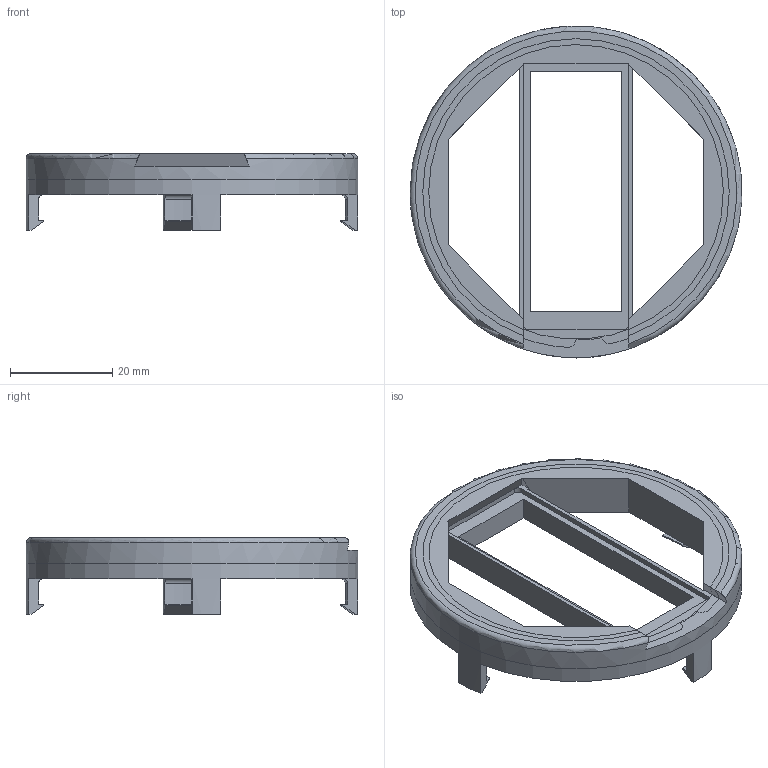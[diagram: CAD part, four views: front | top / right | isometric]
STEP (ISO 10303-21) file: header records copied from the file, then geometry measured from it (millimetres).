
FILE_DESCRIPTION(/* description */ (''),/* implementation_level */ '2;1');
FILE_NAME(/* name */ 'Opola_T v7.step',/* time_stamp */ '2024-01-24T14:46:58-05:00',/* author */ (''),/* organization */ (''),/* preprocessor_version */ 'ST-DEVELOPER v20',/* originating_system */ 'Autodesk Translation Framework v12.14.0.127',/* authorisation */ '');
FILE_SCHEMA (('AUTOMOTIVE_DESIGN { 1 0 10303 214 3 1 1 }'));
Length unit declared in the file: millimetre
Products named in the file (2): Opola_T; Opola_M
Assembly tree (1 placements, depth 2):
  Opola_T
    Opola_M
Bounding box: 65 x 65 x 15 mm (x, y, z)
Volume: 12196.3 mm3; surface area: 10551.7 mm2
Topology: 2 solids, 2 shells, 108 faces, 315 edges, 209 vertices
Faces by surface type: plane 58, cylinder 40, torus 5, cone 5
Full cylindrical faces by diameter (mm): 57.7 x1, 65 x2
Entity records: 3708 total; most frequent: DIRECTION 664, CARTESIAN_POINT 657, ORIENTED_EDGE 630, EDGE_CURVE 315, AXIS2_PLACEMENT_3D 242, VERTEX_POINT 209, LINE 180, VECTOR 180
